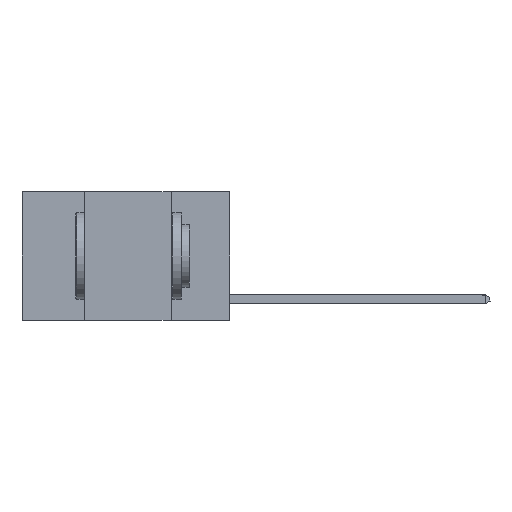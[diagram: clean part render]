
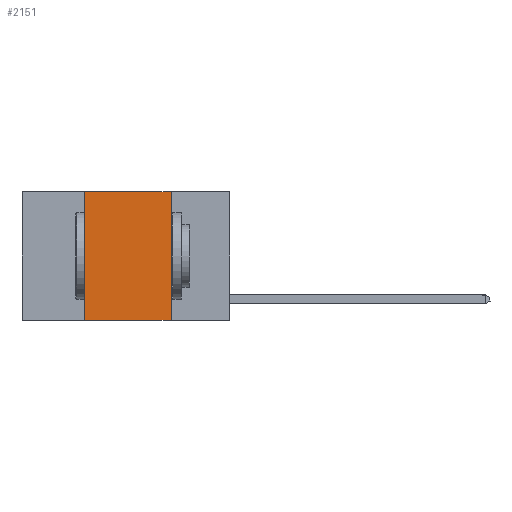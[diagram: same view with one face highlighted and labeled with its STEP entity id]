
A CAD part, left-side view. The second image highlights one B-rep face of the part: STEP entity #2151.
In plain terms, the highlighted planar face has unit normal (-1, 0, 0).
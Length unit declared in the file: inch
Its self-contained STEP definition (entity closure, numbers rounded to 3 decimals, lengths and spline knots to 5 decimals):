
#311 = DIRECTION ( 'NONE',  ( 0., 0., 1. ) ) ;
#314 = EDGE_CURVE ( 'NONE', #11936, #17472, #16775, .T. ) ;
#489 = CARTESIAN_POINT ( 'NONE',  ( 0., 0.17, -0.37 ) ) ;
#606 = DIRECTION ( 'NONE',  ( 1., 0., 0. ) ) ;
#685 = VERTEX_POINT ( 'NONE', #4560 ) ;
#842 = CARTESIAN_POINT ( 'NONE',  ( 0., 0.6, 0. ) ) ;
#2151 = ADVANCED_FACE ( 'NONE', ( #4863 ), #15944, .F. ) ;
#2278 = EDGE_CURVE ( 'NONE', #11936, #685, #3495, .T. ) ;
#3495 = LINE ( 'NONE', #16397, #14006 ) ;
#3951 = LINE ( 'NONE', #8396, #7350 ) ;
#4254 = ORIENTED_EDGE ( 'NONE', *, *, #12995, .F. ) ;
#4560 = CARTESIAN_POINT ( 'NONE',  ( 0., 0.42, 0. ) ) ;
#4863 = FACE_OUTER_BOUND ( 'NONE', #17429, .T. ) ;
#5229 = EDGE_CURVE ( 'NONE', #13878, #17472, #15480, .T. ) ;
#5849 = DIRECTION ( 'NONE',  ( 0., 0., -1. ) ) ;
#7350 = VECTOR ( 'NONE', #12659, 39.37008 ) ;
#8396 = CARTESIAN_POINT ( 'NONE',  ( 0., 0.6, 0. ) ) ;
#11936 = VERTEX_POINT ( 'NONE', #16391 ) ;
#11963 = AXIS2_PLACEMENT_3D ( 'NONE', #842, #606, #14103 ) ;
#12110 = VECTOR ( 'NONE', #5849, 39.37008 ) ;
#12211 = DIRECTION ( 'NONE',  ( 0., -1., 0. ) ) ;
#12659 = DIRECTION ( 'NONE',  ( 0., -1., 0. ) ) ;
#12955 = VECTOR ( 'NONE', #12211, 39.37008 ) ;
#12995 = EDGE_CURVE ( 'NONE', #685, #13878, #3951, .T. ) ;
#13754 = CARTESIAN_POINT ( 'NONE',  ( 0., 0.6, -0.37 ) ) ;
#13878 = VERTEX_POINT ( 'NONE', #16020 ) ;
#14006 = VECTOR ( 'NONE', #311, 39.37008 ) ;
#14103 = DIRECTION ( 'NONE',  ( 0., 0., -1. ) ) ;
#14382 = CARTESIAN_POINT ( 'NONE',  ( 0., 0.17, 0. ) ) ;
#14780 = ORIENTED_EDGE ( 'NONE', *, *, #5229, .F. ) ;
#15480 = LINE ( 'NONE', #14382, #12110 ) ;
#15944 = PLANE ( 'NONE',  #11963 ) ;
#16020 = CARTESIAN_POINT ( 'NONE',  ( 0., 0.17, 0. ) ) ;
#16125 = ORIENTED_EDGE ( 'NONE', *, *, #2278, .F. ) ;
#16391 = CARTESIAN_POINT ( 'NONE',  ( 0., 0.42, -0.37 ) ) ;
#16397 = CARTESIAN_POINT ( 'NONE',  ( 0., 0.42, 0. ) ) ;
#16573 = ORIENTED_EDGE ( 'NONE', *, *, #314, .T. ) ;
#16775 = LINE ( 'NONE', #13754, #12955 ) ;
#17429 = EDGE_LOOP ( 'NONE', ( #14780, #4254, #16125, #16573 ) ) ;
#17472 = VERTEX_POINT ( 'NONE', #489 ) ;
